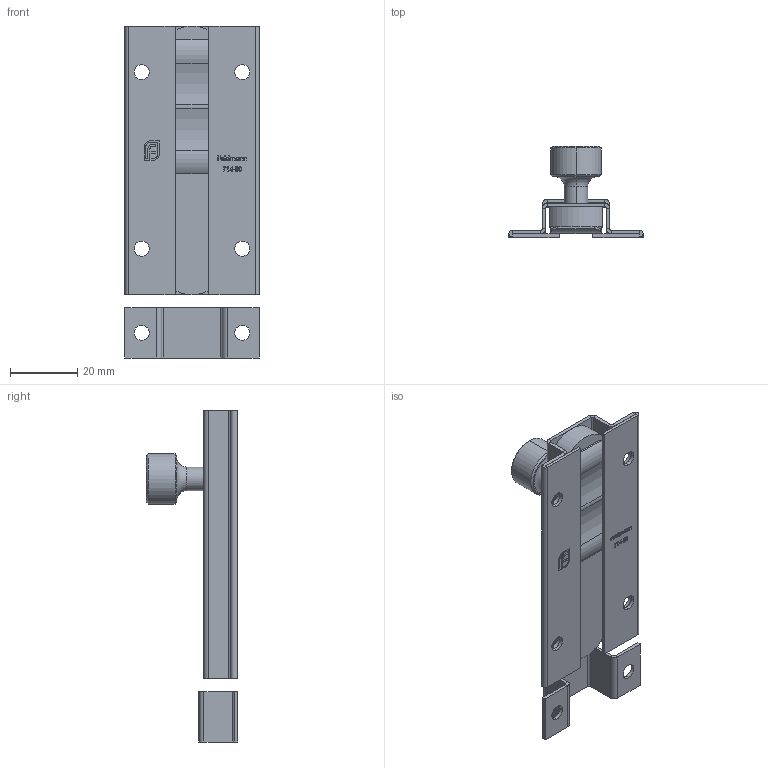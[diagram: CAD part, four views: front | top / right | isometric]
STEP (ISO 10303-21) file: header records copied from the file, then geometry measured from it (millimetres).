
FILE_DESCRIPTION (( 'STEP AP203' ), '1' );
FILE_NAME ('714-80.STEP', '2020-12-14T13:35:33', ( '' ), ( '' ), 'SwSTEP 2.0', 'SolidWorks 2018', '' );
FILE_SCHEMA (( 'CONFIG_CONTROL_DESIGN' ));
Length unit declared in the file: millimetre
Products named in the file (7): 714-80 Teil1_714-80 Teil1; 714-80 Teil3; 714-80 Teil2_714-80 Teil2; 714-80 Teil3_714-80 Teil3; 714-80 Teil1; 714-80; 714-80 Teil2
Assembly tree (3 placements, depth 2):
  714-80 Teil3
  714-80 Teil1
  714-80
    714-80 Teil1_714-80 Teil1
    714-80 Teil2_714-80 Teil2
    714-80 Teil3_714-80 Teil3
  714-80 Teil2
Bounding box: 40 x 27.1 x 98.8 mm (x, y, z)
Volume: 16922.3 mm3; surface area: 20774.9 mm2
Topology: 4 solids, 4 shells, 378 faces, 952 edges, 606 vertices
Faces by surface type: plane 212, bspline 94, cylinder 66, cone 4, torus 2
Entity records: 16324 total; most frequent: CARTESIAN_POINT 7185, ORIENTED_EDGE 1904, DIRECTION 1456, EDGE_CURVE 952, LINE 622, VECTOR 622, VERTEX_POINT 606, EDGE_LOOP 424
